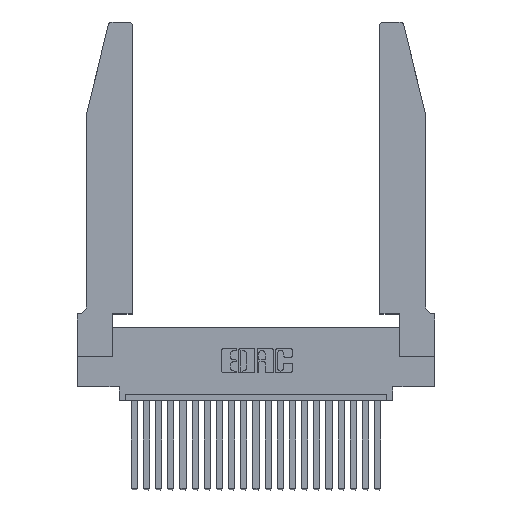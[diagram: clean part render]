
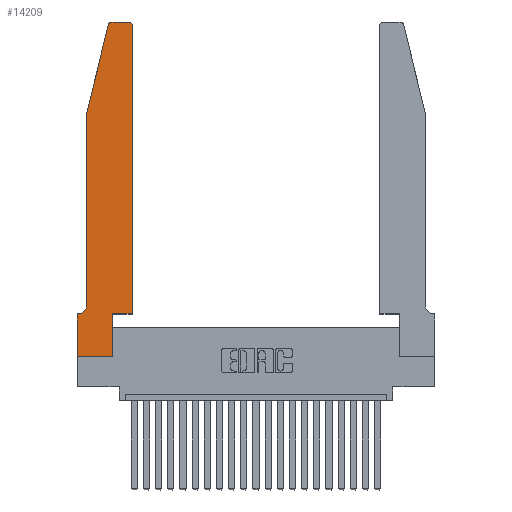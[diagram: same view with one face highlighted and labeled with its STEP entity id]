
A CAD part, top view. The second image highlights one B-rep face of the part: STEP entity #14209.
In plain terms, the highlighted planar face has unit normal (0, 0, 1).
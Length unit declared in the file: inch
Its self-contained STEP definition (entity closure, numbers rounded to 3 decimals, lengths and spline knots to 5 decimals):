
#144 = VECTOR ( 'NONE', #589, 39.37008 ) ;
#171 = EDGE_CURVE ( 'NONE', #6095, #16223, #22612, .T. ) ;
#557 = DIRECTION ( 'NONE',  ( 0., 0., -1. ) ) ;
#589 = DIRECTION ( 'NONE',  ( 0., -1., 0. ) ) ;
#1089 = CIRCLE ( 'NONE', #16004, 0.03 ) ;
#1572 = ORIENTED_EDGE ( 'NONE', *, *, #12549, .T. ) ;
#1583 = CARTESIAN_POINT ( 'NONE',  ( 0.2865, 0., 0.37 ) ) ;
#1954 = VECTOR ( 'NONE', #11051, 39.37008 ) ;
#2126 = EDGE_CURVE ( 'NONE', #12880, #6095, #5397, .T. ) ;
#2452 = DIRECTION ( 'NONE',  ( -1., 0., 0. ) ) ;
#2756 = EDGE_LOOP ( 'NONE', ( #6341, #1572, #20485, #16782, #21689, #8441, #14294, #21224, #12026, #16068, #13797, #18924 ) ) ;
#3481 = LINE ( 'NONE', #7923, #15342 ) ;
#3484 = CARTESIAN_POINT ( 'NONE',  ( 0.4505, 0.35, 0.37 ) ) ;
#3813 = FACE_OUTER_BOUND ( 'NONE', #2756, .T. ) ;
#4495 = LINE ( 'NONE', #21853, #1954 ) ;
#5282 = EDGE_CURVE ( 'NONE', #20234, #19411, #22141, .T. ) ;
#5397 = LINE ( 'NONE', #21761, #22299 ) ;
#5723 = DIRECTION ( 'NONE',  ( 1., 0., 0. ) ) ;
#6095 = VERTEX_POINT ( 'NONE', #19637 ) ;
#6341 = ORIENTED_EDGE ( 'NONE', *, *, #19166, .T. ) ;
#6364 = AXIS2_PLACEMENT_3D ( 'NONE', #8039, #557, #2452 ) ;
#6967 = EDGE_CURVE ( 'NONE', #19411, #9295, #3481, .T. ) ;
#7227 = VERTEX_POINT ( 'NONE', #14158 ) ;
#7645 = EDGE_CURVE ( 'NONE', #16223, #13749, #1089, .T. ) ;
#7660 = DIRECTION ( 'NONE',  ( 0., 1., 0. ) ) ;
#7923 = CARTESIAN_POINT ( 'NONE',  ( 0., 0., 0.37 ) ) ;
#8039 = CARTESIAN_POINT ( 'NONE',  ( 0.0055, 0.42, 0.37 ) ) ;
#8203 = LINE ( 'NONE', #21850, #15846 ) ;
#8391 = CIRCLE ( 'NONE', #6364, 0.07 ) ;
#8441 = ORIENTED_EDGE ( 'NONE', *, *, #11063, .T. ) ;
#8554 = VERTEX_POINT ( 'NONE', #9887 ) ;
#9228 = CARTESIAN_POINT ( 'NONE',  ( 0.0755, 2., 0.37 ) ) ;
#9295 = VERTEX_POINT ( 'NONE', #1583 ) ;
#9495 = CARTESIAN_POINT ( 'NONE',  ( 0.2865, 0.35, 0.37 ) ) ;
#9763 = VECTOR ( 'NONE', #20712, 39.37008 ) ;
#9798 = DIRECTION ( 'NONE',  ( 1., 0., 0. ) ) ;
#9887 = CARTESIAN_POINT ( 'NONE',  ( 0.25487, 2.72718, 0.37 ) ) ;
#10080 = CARTESIAN_POINT ( 'NONE',  ( 0.0755, 2., 0.37 ) ) ;
#10202 = AXIS2_PLACEMENT_3D ( 'NONE', #18023, #12345, #17861 ) ;
#10840 = AXIS2_PLACEMENT_3D ( 'NONE', #12918, #16538, #5723 ) ;
#11051 = DIRECTION ( 'NONE',  ( -1., 0., 0. ) ) ;
#11063 = EDGE_CURVE ( 'NONE', #14487, #20234, #16062, .T. ) ;
#12026 = ORIENTED_EDGE ( 'NONE', *, *, #17632, .T. ) ;
#12345 = DIRECTION ( 'NONE',  ( 0., 0., 1. ) ) ;
#12549 = EDGE_CURVE ( 'NONE', #20681, #8554, #18252, .T. ) ;
#12880 = VERTEX_POINT ( 'NONE', #9495 ) ;
#12918 = CARTESIAN_POINT ( 'NONE',  ( 0., 0.35, 0.37 ) ) ;
#13205 = DIRECTION ( 'NONE',  ( 1., 0., 0. ) ) ;
#13749 = VERTEX_POINT ( 'NONE', #15173 ) ;
#13755 = LINE ( 'NONE', #10080, #23315 ) ;
#13797 = ORIENTED_EDGE ( 'NONE', *, *, #171, .T. ) ;
#14158 = CARTESIAN_POINT ( 'NONE',  ( 0.0755, 2., 0.37 ) ) ;
#14209 = ADVANCED_FACE ( 'NONE', ( #3813 ), #20071, .T. ) ;
#14294 = ORIENTED_EDGE ( 'NONE', *, *, #5282, .T. ) ;
#14487 = VERTEX_POINT ( 'NONE', #23032 ) ;
#14581 = LINE ( 'NONE', #9228, #9763 ) ;
#15162 = CARTESIAN_POINT ( 'NONE',  ( 0.4205, 2.72, 0.37 ) ) ;
#15173 = CARTESIAN_POINT ( 'NONE',  ( 0.4205, 2.75, 0.37 ) ) ;
#15342 = VECTOR ( 'NONE', #16763, 39.37008 ) ;
#15493 = EDGE_CURVE ( 'NONE', #8554, #7227, #14581, .T. ) ;
#15608 = DIRECTION ( 'NONE',  ( 0., -1., 0. ) ) ;
#15741 = CARTESIAN_POINT ( 'NONE',  ( 0.284, 2.75, 0.37 ) ) ;
#15846 = VECTOR ( 'NONE', #7660, 39.37008 ) ;
#16004 = AXIS2_PLACEMENT_3D ( 'NONE', #15162, #20579, #9798 ) ;
#16062 = LINE ( 'NONE', #19008, #22784 ) ;
#16068 = ORIENTED_EDGE ( 'NONE', *, *, #2126, .T. ) ;
#16223 = VERTEX_POINT ( 'NONE', #17537 ) ;
#16538 = DIRECTION ( 'NONE',  ( 0., 0., 1. ) ) ;
#16763 = DIRECTION ( 'NONE',  ( 1., 0., 0. ) ) ;
#16782 = ORIENTED_EDGE ( 'NONE', *, *, #20085, .T. ) ;
#16833 = CARTESIAN_POINT ( 'NONE',  ( 0., 0., 0.37 ) ) ;
#17537 = CARTESIAN_POINT ( 'NONE',  ( 0.4505, 2.72, 0.37 ) ) ;
#17632 = EDGE_CURVE ( 'NONE', #9295, #12880, #8203, .T. ) ;
#17861 = DIRECTION ( 'NONE',  ( 1., 0., 0. ) ) ;
#18023 = CARTESIAN_POINT ( 'NONE',  ( 0.284, 2.72, 0.37 ) ) ;
#18252 = CIRCLE ( 'NONE', #10202, 0.03 ) ;
#18924 = ORIENTED_EDGE ( 'NONE', *, *, #7645, .T. ) ;
#19008 = CARTESIAN_POINT ( 'NONE',  ( 0.0755, 0.35, 0.37 ) ) ;
#19166 = EDGE_CURVE ( 'NONE', #13749, #20681, #4495, .T. ) ;
#19404 = DIRECTION ( 'NONE',  ( 0., 1., 0. ) ) ;
#19411 = VERTEX_POINT ( 'NONE', #20752 ) ;
#19637 = CARTESIAN_POINT ( 'NONE',  ( 0.4505, 0.35, 0.37 ) ) ;
#19814 = EDGE_CURVE ( 'NONE', #22647, #14487, #8391, .T. ) ;
#20071 = PLANE ( 'NONE',  #10840 ) ;
#20085 = EDGE_CURVE ( 'NONE', #7227, #22647, #13755, .T. ) ;
#20234 = VERTEX_POINT ( 'NONE', #23135 ) ;
#20485 = ORIENTED_EDGE ( 'NONE', *, *, #15493, .T. ) ;
#20579 = DIRECTION ( 'NONE',  ( 0., 0., 1. ) ) ;
#20681 = VERTEX_POINT ( 'NONE', #15741 ) ;
#20712 = DIRECTION ( 'NONE',  ( -0.239, -0.971, 0. ) ) ;
#20752 = CARTESIAN_POINT ( 'NONE',  ( 0., 0., 0.37 ) ) ;
#20826 = DIRECTION ( 'NONE',  ( -1., 0., 0. ) ) ;
#21224 = ORIENTED_EDGE ( 'NONE', *, *, #6967, .T. ) ;
#21689 = ORIENTED_EDGE ( 'NONE', *, *, #19814, .T. ) ;
#21761 = CARTESIAN_POINT ( 'NONE',  ( 0.4505, 0.35, 0.37 ) ) ;
#21850 = CARTESIAN_POINT ( 'NONE',  ( 0.2865, 0.35, 0.37 ) ) ;
#21853 = CARTESIAN_POINT ( 'NONE',  ( 0.2605, 2.75, 0.37 ) ) ;
#22141 = LINE ( 'NONE', #16833, #144 ) ;
#22299 = VECTOR ( 'NONE', #13205, 39.37008 ) ;
#22612 = LINE ( 'NONE', #3484, #23183 ) ;
#22647 = VERTEX_POINT ( 'NONE', #23295 ) ;
#22784 = VECTOR ( 'NONE', #20826, 39.37008 ) ;
#23032 = CARTESIAN_POINT ( 'NONE',  ( 0.0055, 0.35, 0.37 ) ) ;
#23135 = CARTESIAN_POINT ( 'NONE',  ( 0., 0.35, 0.37 ) ) ;
#23183 = VECTOR ( 'NONE', #19404, 39.37008 ) ;
#23295 = CARTESIAN_POINT ( 'NONE',  ( 0.0755, 0.42, 0.37 ) ) ;
#23315 = VECTOR ( 'NONE', #15608, 39.37008 ) ;
